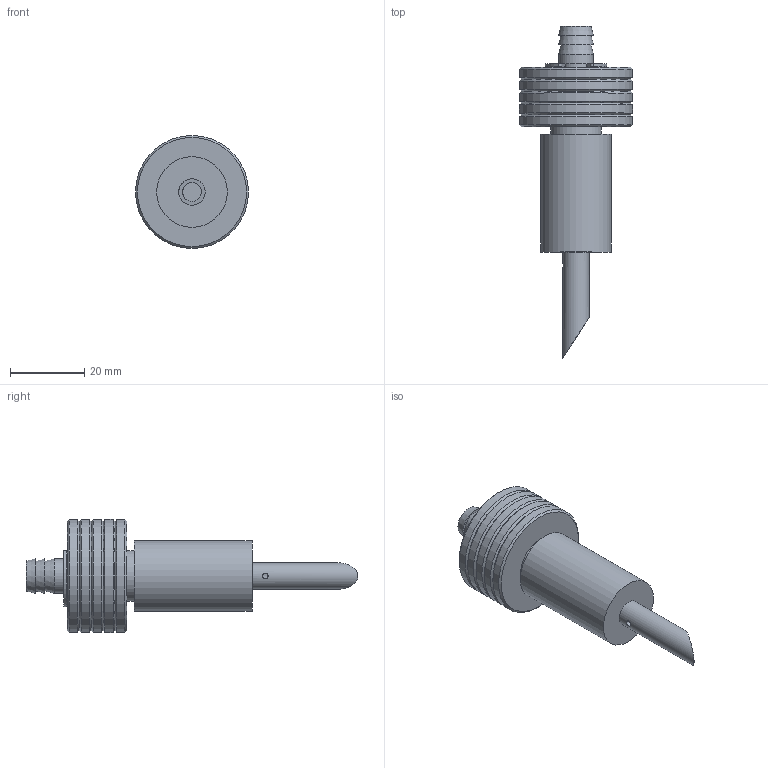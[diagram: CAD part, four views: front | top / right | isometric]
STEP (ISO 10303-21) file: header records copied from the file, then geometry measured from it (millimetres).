
FILE_DESCRIPTION((''),'2;1');
FILE_NAME('OFSVILW - 1.13 EXT.stp','2013-11-25T16:39:48',('Administrator'),(''),'Autodesk Inventor 2010','Autodesk Inventor 2010','');
FILE_SCHEMA(('AUTOMOTIVE_DESIGN { 1 0 10303 214 1 1 1 1 }'));
Length unit declared in the file: inch
Products named in the file (1): OFSVILW - 1.13 EXT_Shrinkwrap_1
Bounding box: 30.48 x 89.53 x 30.48 mm (x, y, z)
Surface area: 7825.5 mm2 (no closed solid volume)
Topology: 0 solids, 8 shells, 57 faces, 139 edges, 91 vertices
Faces by surface type: cylinder 22, plane 21, cone 13, torus 1
Full cylindrical faces by diameter (mm): 1.524 x1, 4.699 x1, 5.08 x1, 7.112 x1, 7.544 x1, 9.398 x2, 9.906 x1, 13.716 x1, 19.05 x1, 30.48 x5
Entity records: 1807 total; most frequent: CARTESIAN_POINT 448, DIRECTION 284, ORIENTED_EDGE 176, AXIS2_PLACEMENT_3D 127, EDGE_CURVE 105, EDGE_LOOP 103, VERTEX_POINT 87, CIRCLE 67
